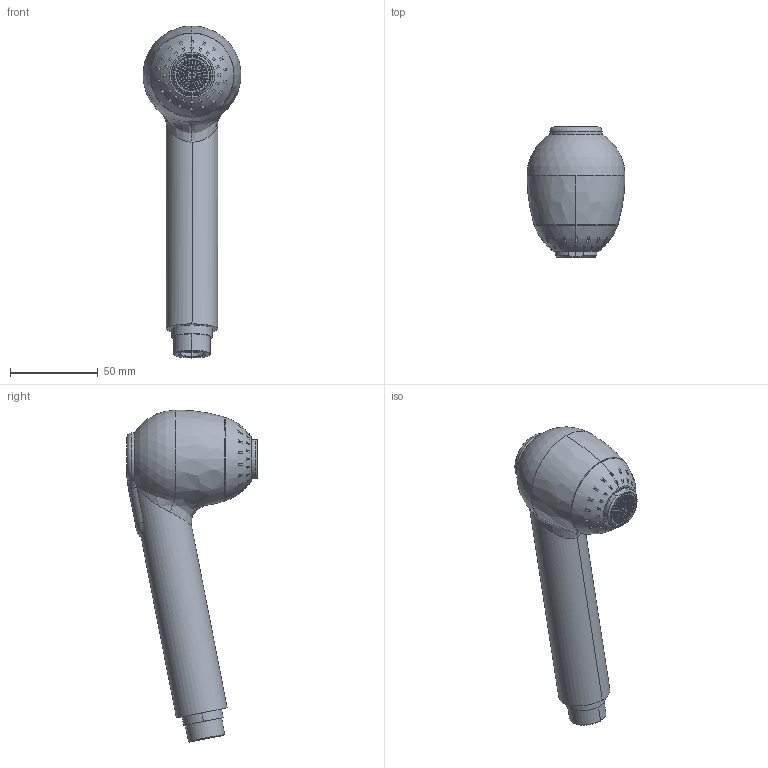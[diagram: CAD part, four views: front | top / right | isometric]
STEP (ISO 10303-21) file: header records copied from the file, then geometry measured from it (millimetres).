
FILE_DESCRIPTION((''),'2;1');
FILE_NAME('ZDOC021CR','2021-11-12T08:41:54',('ut3'),('PAFFONI SpA'),'CREO PARAMETRIC BY PTC INC, 2020044','CREO PARAMETRIC BY PTC INC, 2020044','');
FILE_SCHEMA(('CONFIG_CONTROL_DESIGN','SHAPE_APPEARANCE_LAYERS_GROUPS'));
Length unit declared in the file: millimetre
Products named in the file (1): ZDOC021CR
Bounding box: 55.83 x 74.5 x 189.49 mm (x, y, z)
Surface area: 31195.2 mm2 (no closed solid volume)
Topology: 0 solids, 4 shells, 395 faces, 1093 edges, 747 vertices
Faces by surface type: plane 211, cylinder 156, bspline 20, cone 6, sphere 1, torus 1
Entity records: 16862 total; most frequent: CARTESIAN_POINT 3761, DIRECTION 2066, ORIENTED_EDGE 1980, EDGE_CURVE 1093, AXIS2_PLACEMENT_3D 796, VERTEX_POINT 747, EDGE_LOOP 539, VECTOR 474
